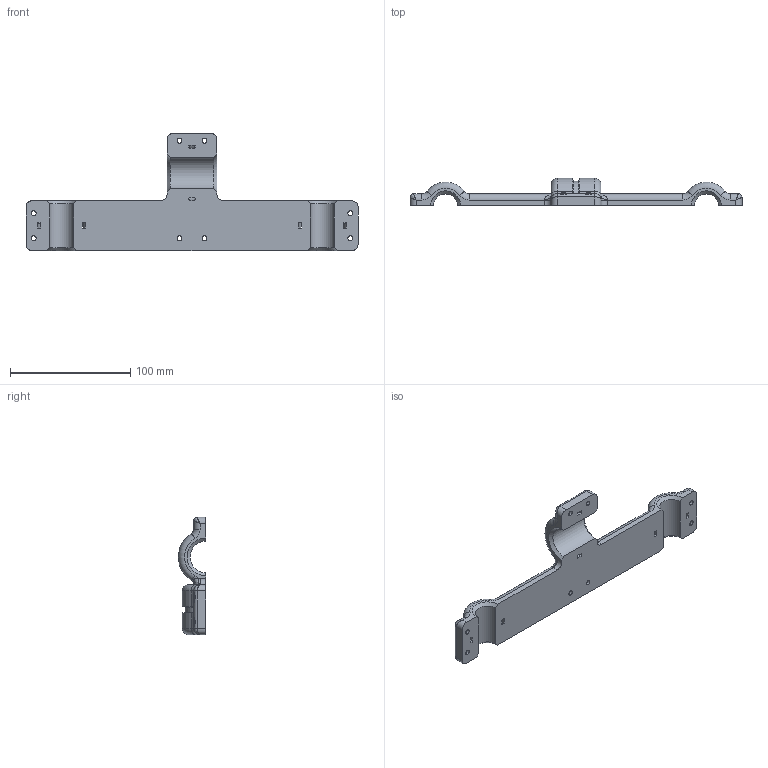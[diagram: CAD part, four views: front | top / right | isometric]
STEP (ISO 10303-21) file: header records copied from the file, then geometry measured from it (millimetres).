
FILE_DESCRIPTION (( 'STEP AP214' ), '1' );
FILE_NAME ('GenericMountV2.STEP', '2023-05-22T07:52:33', ( 'Windows User' ), ( '' ), 'SwSTEP 2.0', 'SolidWorks 2021', '' );
FILE_SCHEMA (( 'AUTOMOTIVE_DESIGN' ));
Length unit declared in the file: millimetre
Products named in the file (1): GenericMountV2
Bounding box: 275.84 x 22.72 x 97.5 mm (x, y, z)
Volume: 134711.1 mm3; surface area: 38667.2 mm2
Topology: 1 solids, 1 shells, 244 faces, 654 edges, 390 vertices
Faces by surface type: cylinder 112, torus 48, plane 44, cone 22, bspline 18
Entity records: 9226 total; most frequent: CARTESIAN_POINT 3275, ORIENTED_EDGE 1276, DIRECTION 1250, EDGE_CURVE 638, AXIS2_PLACEMENT_3D 515, VERTEX_POINT 390, CIRCLE 288, EDGE_LOOP 266
